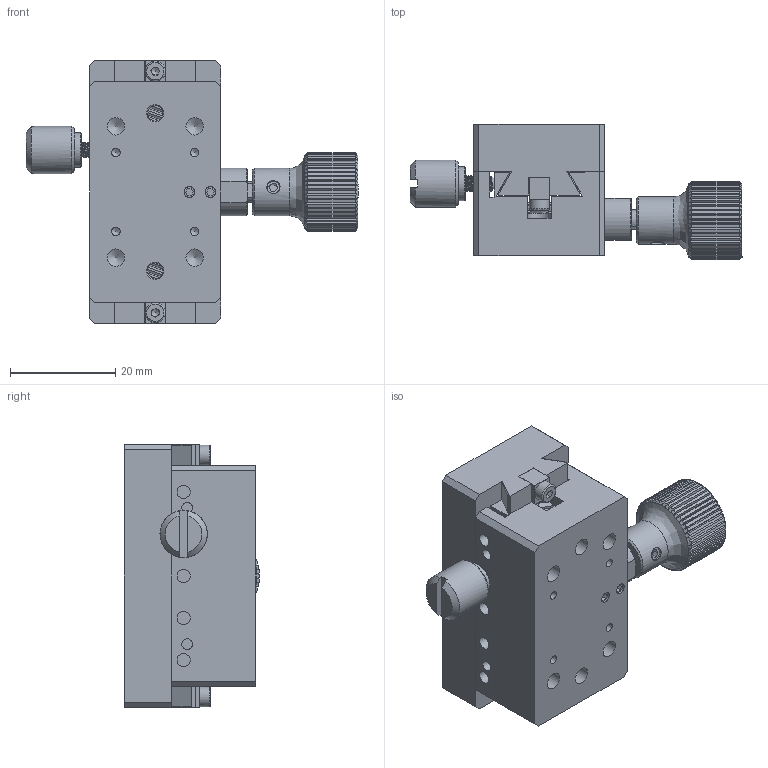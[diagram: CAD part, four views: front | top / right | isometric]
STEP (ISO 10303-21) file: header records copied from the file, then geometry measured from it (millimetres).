
FILE_DESCRIPTION (( 'STEP AP203' ), '1' );
FILE_NAME ('528726.STEP', '2024-10-14T08:07:55', ( 'Windows User' ), ( 'P R C' ), 'SwSTEP 2.0', 'SolidWorks 2020', '' );
FILE_SCHEMA (( 'CONFIG_CONTROL_DESIGN' ));
Products named in the file (1): 528726
Bounding box: 63.21 x 25.8 x 50 mm (x, y, z)
Volume: 30015.6 mm3; surface area: 16416.4 mm2
Topology: 12 solids, 12 shells, 1102 faces, 3005 edges, 1957 vertices
Faces by surface type: plane 745, bspline 145, cylinder 122, cone 90
Full cylindrical faces by diameter (mm): 1.6 x6, 2 x2, 2.05 x4, 2.3 x2, 2.5 x12, 3 x1, 3.3 x6, 3.8 x2, 4 x6, 4.5 x2, 6.5 x1, 7 x1, 8 x2, 9 x2
Entity records: 123139 total; most frequent: CARTESIAN_POINT 97138, ORIENTED_EDGE 5752, DIRECTION 4602, EDGE_CURVE 2876, LINE 1930, VECTOR 1930, VERTEX_POINT 1916, AXIS2_PLACEMENT_3D 1336
